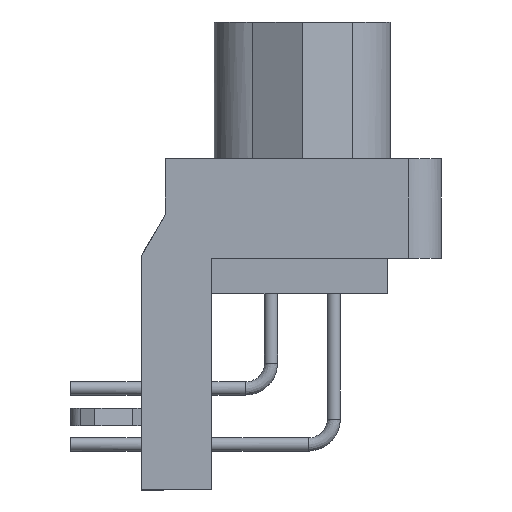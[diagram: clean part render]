
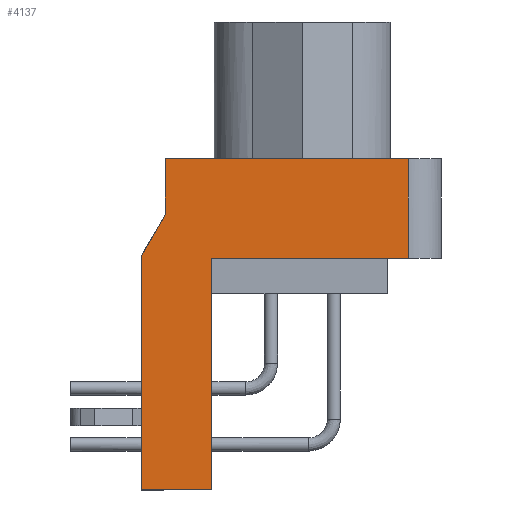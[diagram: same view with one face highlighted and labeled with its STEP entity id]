
A CAD part, left-side view. The second image highlights one B-rep face of the part: STEP entity #4137.
In plain terms, the highlighted free-form (B-spline) face has degree [1, 1] with [2, 2] control points.
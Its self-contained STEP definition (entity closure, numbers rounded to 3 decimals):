
#3864=CARTESIAN_POINT('V31',(-26.6,3.8,
   -14.5));
#3865=VERTEX_POINT('V31',#3864);
#3871=CARTESIAN_POINT('V33',(-26.6,3.8,
   -3.905));
#3872=VERTEX_POINT('V33',#3871);
#3873=CARTESIAN_POINT('E32',(-26.6,3.8,
   -3.905));
#3874=CARTESIAN_POINT('E32',(-26.6,3.8,
   -14.5));
#3875=QUASI_UNIFORM_CURVE('E32',1,(#3873,#3874),.POLYLINE_FORM.,.F.,
   .U.);
#3876=EDGE_CURVE('E32',#3872,#3865,#3875,.T.);
#3918=CARTESIAN_POINT('V1',(-26.6,0.6,
   -14.5));
#3919=VERTEX_POINT('V1',#3918);
#3927=CARTESIAN_POINT('E123',(-26.6,3.8,
   -14.5));
#3928=CARTESIAN_POINT('E123',(-26.6,0.6,
   -14.5));
#3929=QUASI_UNIFORM_CURVE('E123',1,(#3927,#3928),.POLYLINE_FORM.,.F.,
   .U.);
#3930=EDGE_CURVE('E123',#3865,#3919,#3929,.T.);
#3980=CARTESIAN_POINT('V12',(-26.6,0.6,
   -4.0));
#3981=VERTEX_POINT('V12',#3980);
#3987=CARTESIAN_POINT('E12',(-26.6,0.6,
   -14.5));
#3988=CARTESIAN_POINT('E12',(-26.6,0.6,
   -4.0));
#3989=QUASI_UNIFORM_CURVE('E12',1,(#3987,#3988),.POLYLINE_FORM.,.F.,
   .U.);
#3990=EDGE_CURVE('E12',#3919,#3981,#3989,.T.);
#4053=CARTESIAN_POINT('V111',(-26.6,2.7,
   -2.0));
#4054=VERTEX_POINT('V111',#4053);
#4055=CARTESIAN_POINT('E159',(-26.6,2.7,
   -2.0));
#4056=CARTESIAN_POINT('E159',(-26.6,3.8,
   -3.905));
#4057=QUASI_UNIFORM_CURVE('E159',1,(#4055,#4056),.POLYLINE_FORM.,.F.,
   .U.);
#4058=EDGE_CURVE('E159',#4054,#3872,#4057,.T.);
#4083=CARTESIAN_POINT('V128',(-26.6,2.7,
   0.5));
#4084=VERTEX_POINT('V128',#4083);
#4085=CARTESIAN_POINT('E189',(-26.6,2.7,
   -2.0));
#4086=CARTESIAN_POINT('E189',(-26.6,2.7,
   0.5));
#4087=QUASI_UNIFORM_CURVE('E189',1,(#4085,#4086),.POLYLINE_FORM.,.F.,
   .U.);
#4088=EDGE_CURVE('E189',#4054,#4084,#4087,.T.);
#4106=CARTESIAN_POINT('F63',(-26.6,4.58,
   -15.325));
#4107=CARTESIAN_POINT('F63',(-26.6,-10.58,
   -15.325));
#4108=CARTESIAN_POINT('F63',(-26.6,4.58,
   0.825));
#4109=CARTESIAN_POINT('F63',(-26.6,-10.58,
   0.825));
#4110=QUASI_UNIFORM_SURFACE('F63',1,1,((#4106,#4108),(#4107,#4109))
,.PLANE_SURF.,.F.,.F.,.U.);
#4111=CARTESIAN_POINT('V127',(-26.6,-8.3,
   0.5));
#4112=VERTEX_POINT('V127',#4111);
#4113=CARTESIAN_POINT('V120',(-26.6,-8.3,
   -4.0));
#4114=VERTEX_POINT('V120',#4113);
#4115=CARTESIAN_POINT('E186',(-26.6,-8.3,
   0.5));
#4116=CARTESIAN_POINT('E186',(-26.6,-8.3,
   -4.0));
#4117=QUASI_UNIFORM_CURVE('E186',1,(#4115,#4116),.POLYLINE_FORM.,.F.,
   .U.);
#4118=EDGE_CURVE('E186',#4112,#4114,#4117,.T.);
#4119=ORIENTED_EDGE('E186',*,*,#4118,.F.);
#4120=CARTESIAN_POINT('E188',(-26.6,-8.3,
   0.5));
#4121=CARTESIAN_POINT('E188',(-26.6,2.7,
   0.5));
#4122=B_SPLINE_CURVE_WITH_KNOTS('E188',1,(#4120,#4121),
   .POLYLINE_FORM.,.F.,.U.,(2,2),(0.0,22.0),.UNSPECIFIED.);
#4123=EDGE_CURVE('E188',#4112,#4084,#4122,.T.);
#4124=ORIENTED_EDGE('E188',*,*,#4123,.T.);
#4125=ORIENTED_EDGE('E189',*,*,#4088,.F.);
#4126=ORIENTED_EDGE('E159',*,*,#4058,.T.);
#4127=ORIENTED_EDGE('E32',*,*,#3876,.T.);
#4128=ORIENTED_EDGE('E123',*,*,#3930,.T.);
#4129=ORIENTED_EDGE('F1',*,*,#3990,.T.);
#4130=CARTESIAN_POINT('E175',(-26.6,0.6,
   -4.0));
#4131=CARTESIAN_POINT('E175',(-26.6,-8.3,
   -4.0));
#4132=B_SPLINE_CURVE_WITH_KNOTS('E175',1,(#4130,#4131),
   .POLYLINE_FORM.,.F.,.U.,(2,2),(0.144,1.0),
   .UNSPECIFIED.);
#4133=EDGE_CURVE('E175',#3981,#4114,#4132,.T.);
#4134=ORIENTED_EDGE('E175',*,*,#4133,.T.);
#4135=EDGE_LOOP('F63',(#4119,#4124,#4125,#4126,#4127,#4128,#4129,
   #4134));
#4136=FACE_OUTER_BOUND('F63',#4135,.T.);
#4137=ADVANCED_FACE('F63',(#4136),#4110,.T.);
